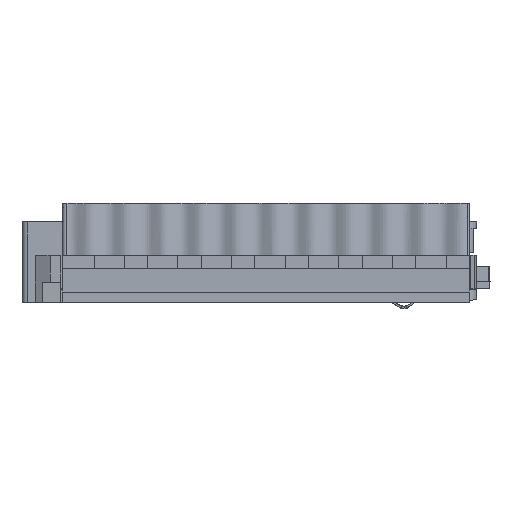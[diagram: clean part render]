
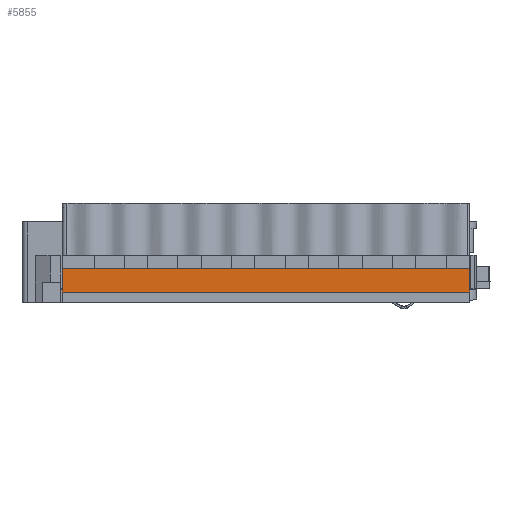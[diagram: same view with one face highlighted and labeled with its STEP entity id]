
A CAD part, left-side view. The second image highlights one B-rep face of the part: STEP entity #5855.
In plain terms, the highlighted planar face has unit normal (-1, 0, 0).
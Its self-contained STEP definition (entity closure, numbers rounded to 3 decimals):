
#529 = ORIENTED_EDGE ( 'NONE', *, *, #52195, .F. ) ;
#5855 = ADVANCED_FACE ( 'NONE', ( #17831 ), #59565, .F. ) ;
#8588 = CARTESIAN_POINT ( 'NONE',  ( -0.05, 0., -46.45 ) ) ;
#14217 = B_SPLINE_CURVE_WITH_KNOTS ( 'NONE', 3,
 ( #39005, #116233, #76963, #116883 ),
 .UNSPECIFIED., .F., .F.,
 ( 4, 4 ),
 ( 0., 1. ),
 .UNSPECIFIED. ) ;
#16047 = VERTEX_POINT ( 'NONE', #48151 ) ;
#16486 = CARTESIAN_POINT ( 'NONE',  ( -0.05, 60.8, -46.45 ) ) ;
#17831 = FACE_OUTER_BOUND ( 'NONE', #100154, .T. ) ;
#21813 = EDGE_CURVE ( 'NONE', #71504, #114890, #38974, .T. ) ;
#24970 = ORIENTED_EDGE ( 'NONE', *, *, #21813, .F. ) ;
#30115 = ORIENTED_EDGE ( 'NONE', *, *, #98691, .T. ) ;
#32248 = CARTESIAN_POINT ( 'NONE',  ( -0.05, 60.8, -46.45 ) ) ;
#36971 = CARTESIAN_POINT ( 'NONE',  ( -0.05, 60.8, -44.15 ) ) ;
#38974 = B_SPLINE_CURVE_WITH_KNOTS ( 'NONE', 3,
 ( #74005, #45833, #75938, #16486 ),
 .UNSPECIFIED., .F., .F.,
 ( 4, 4 ),
 ( 0., 1. ),
 .UNSPECIFIED. ) ;
#39005 = CARTESIAN_POINT ( 'NONE',  ( -0.05, 60.8, -43. ) ) ;
#45833 = CARTESIAN_POINT ( 'NONE',  ( -0.05, 20.267, -46.45 ) ) ;
#48151 = CARTESIAN_POINT ( 'NONE',  ( -0.05, 60.8, -43. ) ) ;
#48381 = CARTESIAN_POINT ( 'NONE',  ( -0.05, 0., -44.15 ) ) ;
#52195 = EDGE_CURVE ( 'NONE', #16047, #67919, #14217, .T. ) ;
#56958 = AXIS2_PLACEMENT_3D ( 'NONE', #126978, #98875, #116548 ) ;
#57214 = CARTESIAN_POINT ( 'NONE',  ( -0.05, 60.8, -46.45 ) ) ;
#59565 = PLANE ( 'NONE',  #56958 ) ;
#66408 = CARTESIAN_POINT ( 'NONE',  ( -0.05, 60.8, -45.3 ) ) ;
#67919 = VERTEX_POINT ( 'NONE', #72051 ) ;
#71504 = VERTEX_POINT ( 'NONE', #96786 ) ;
#72051 = CARTESIAN_POINT ( 'NONE',  ( -0.05, 0., -43. ) ) ;
#74005 = CARTESIAN_POINT ( 'NONE',  ( -0.05, 0., -46.45 ) ) ;
#75938 = CARTESIAN_POINT ( 'NONE',  ( -0.05, 40.533, -46.45 ) ) ;
#76788 = EDGE_CURVE ( 'NONE', #114890, #16047, #101864, .T. ) ;
#76963 = CARTESIAN_POINT ( 'NONE',  ( -0.05, 20.267, -43. ) ) ;
#78501 = CARTESIAN_POINT ( 'NONE',  ( -0.05, 0., -43. ) ) ;
#84578 = ORIENTED_EDGE ( 'NONE', *, *, #76788, .F. ) ;
#88351 = CARTESIAN_POINT ( 'NONE',  ( -0.05, 0., -45.3 ) ) ;
#96786 = CARTESIAN_POINT ( 'NONE',  ( -0.05, 0., -46.45 ) ) ;
#98691 = EDGE_CURVE ( 'NONE', #71504, #67919, #119975, .T. ) ;
#98875 = DIRECTION ( 'NONE',  ( 1., 0., 0. ) ) ;
#100154 = EDGE_LOOP ( 'NONE', ( #84578, #24970, #30115, #529 ) ) ;
#101864 = B_SPLINE_CURVE_WITH_KNOTS ( 'NONE', 3,
 ( #57214, #66408, #36971, #106369 ),
 .UNSPECIFIED., .F., .F.,
 ( 4, 4 ),
 ( 0., 1. ),
 .UNSPECIFIED. ) ;
#106369 = CARTESIAN_POINT ( 'NONE',  ( -0.05, 60.8, -43. ) ) ;
#114890 = VERTEX_POINT ( 'NONE', #32248 ) ;
#116233 = CARTESIAN_POINT ( 'NONE',  ( -0.05, 40.533, -43. ) ) ;
#116548 = DIRECTION ( 'NONE',  ( 0., 1., 0. ) ) ;
#116883 = CARTESIAN_POINT ( 'NONE',  ( -0.05, 0., -43. ) ) ;
#119975 = B_SPLINE_CURVE_WITH_KNOTS ( 'NONE', 3,
 ( #8588, #88351, #48381, #78501 ),
 .UNSPECIFIED., .F., .F.,
 ( 4, 4 ),
 ( 0., 1. ),
 .UNSPECIFIED. ) ;
#126978 = CARTESIAN_POINT ( 'NONE',  ( -0.05, 30.4, -44.725 ) ) ;
